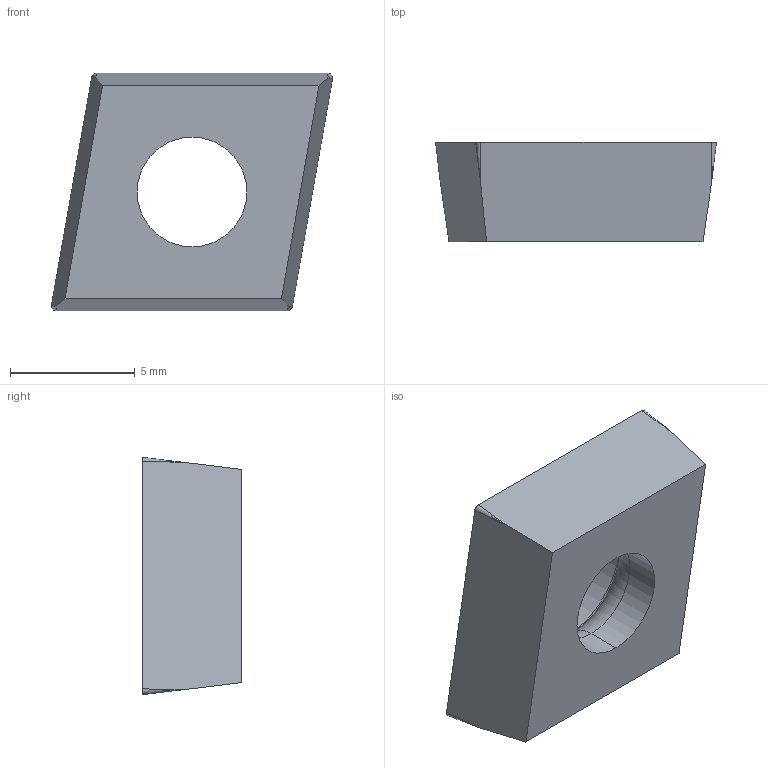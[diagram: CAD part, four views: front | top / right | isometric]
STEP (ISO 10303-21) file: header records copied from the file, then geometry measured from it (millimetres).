
FILE_DESCRIPTION (( 'STEP AP214' ), '1' );
FILE_NAME ('600.200.092.STEP', '2019-05-28T07:02:32', ( '' ), ( '' ), 'SwSTEP 2.0', 'SolidWorks 2017', '' );
FILE_SCHEMA (( 'AUTOMOTIVE_DESIGN' ));
Length unit declared in the file: millimetre
Products named in the file (2): 600.200.092
Bounding box: 11.27 x 3.97 x 9.53 mm (x, y, z)
Volume: 239.8 mm3; surface area: 341.5 mm2
Topology: 1 solids, 1 shells, 48 faces, 122 edges, 68 vertices
Faces by surface type: plane 16, cone 12, bspline 12, cylinder 4, torus 4
Entity records: 1629 total; most frequent: CARTESIAN_POINT 580, ORIENTED_EDGE 228, DIRECTION 180, EDGE_CURVE 114, VERTEX_POINT 68, AXIS2_PLACEMENT_3D 64, VECTOR 52, LINE 52
